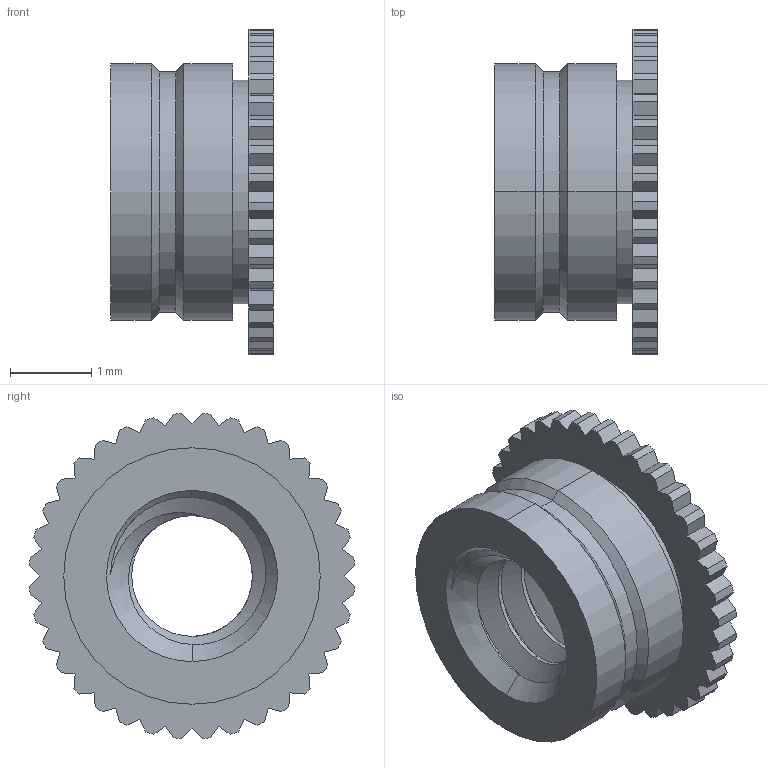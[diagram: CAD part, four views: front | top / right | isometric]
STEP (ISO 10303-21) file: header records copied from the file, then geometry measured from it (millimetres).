
FILE_DESCRIPTION (( 'STEP AP203' ), '1' );
FILE_NAME ('92985A817.STEP', '2018-10-11T13:45:38', ( '' ), ( '' ), 'SwSTEP 2.0', 'SolidWorks 2014', '' );
FILE_SCHEMA (( 'CONFIG_CONTROL_DESIGN' ));
Length unit declared in the file: millimetre
Products named in the file (1): 92985A817
Bounding box: 2 x 3.99 x 3.99 mm (x, y, z)
Volume: 11.2 mm3; surface area: 61.7 mm2
Topology: 1 solids, 1 shells, 151 faces, 431 edges, 284 vertices
Faces by surface type: plane 76, cylinder 63, cone 10, bspline 2
Entity records: 5638 total; most frequent: CARTESIAN_POINT 1657, ORIENTED_EDGE 862, DIRECTION 783, EDGE_CURVE 431, LINE 287, VECTOR 287, VERTEX_POINT 284, AXIS2_PLACEMENT_3D 248
